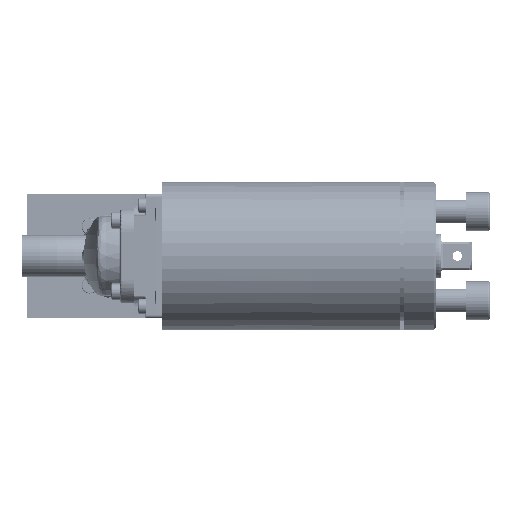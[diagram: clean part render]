
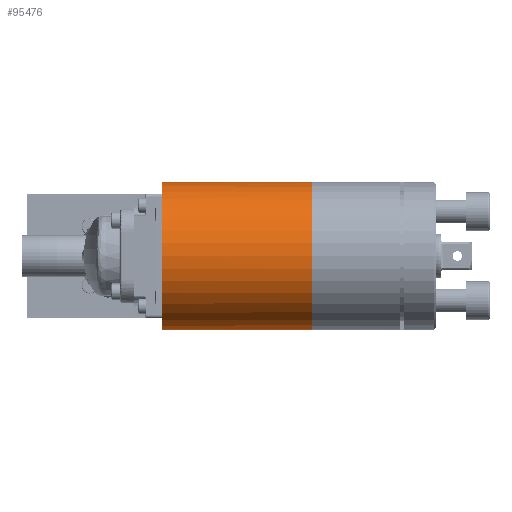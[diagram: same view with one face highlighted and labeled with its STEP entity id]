
A CAD part, left-side view. The second image highlights one B-rep face of the part: STEP entity #95476.
In plain terms, the highlighted cylindrical face has radius 25 mm (diameter 50 mm), a partial arc.
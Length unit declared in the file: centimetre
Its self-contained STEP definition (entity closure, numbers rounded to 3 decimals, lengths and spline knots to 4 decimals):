
#2088=CYLINDRICAL_SURFACE('',#101736,2.5);
#3252=LINE('',#142696,#10467);
#3278=LINE('',#142801,#10493);
#10467=VECTOR('',#109977,5.05);
#10493=VECTOR('',#110029,5.05);
#24627=FACE_OUTER_BOUND('',#29969,.T.);
#29969=EDGE_LOOP('',(#69810,#69811,#69812,#69813,#69814,#69815));
#34919=B_SPLINE_CURVE_WITH_KNOTS('',3,(#142698,#142699,#142700,#142701,
#142702,#142703),.UNSPECIFIED.,.F.,.F.,(4,1,1,4),(0.,0.3333,0.6667,
0.9995),.UNSPECIFIED.);
#34922=B_SPLINE_CURVE_WITH_KNOTS('',3,(#142794,#142795,#142796,#142797,
#142798,#142799),.UNSPECIFIED.,.F.,.F.,(4,1,1,4),(0.0012,0.3333,
0.6667,1.),.UNSPECIFIED.);
#37953=CIRCLE('',#101735,2.5);
#37954=CIRCLE('',#101737,2.5);
#41696=VERTEX_POINT('',#142693);
#41697=VERTEX_POINT('',#142695);
#41698=VERTEX_POINT('',#142697);
#41729=VERTEX_POINT('',#142791);
#41730=VERTEX_POINT('',#142793);
#41731=VERTEX_POINT('',#142800);
#51330=EDGE_CURVE('',#41696,#41697,#3252,.T.);
#51331=EDGE_CURVE('',#41697,#41698,#34919,.T.);
#51368=EDGE_CURVE('',#41729,#41730,#34922,.T.);
#51369=EDGE_CURVE('',#41731,#41730,#3278,.T.);
#53279=EDGE_CURVE('',#41696,#41731,#37953,.T.);
#53284=EDGE_CURVE('',#41698,#41729,#37954,.T.);
#69810=ORIENTED_EDGE('',*,*,#53279,.T.);
#69811=ORIENTED_EDGE('',*,*,#51369,.T.);
#69812=ORIENTED_EDGE('',*,*,#51368,.F.);
#69813=ORIENTED_EDGE('',*,*,#53284,.F.);
#69814=ORIENTED_EDGE('',*,*,#51331,.F.);
#69815=ORIENTED_EDGE('',*,*,#51330,.F.);
#95476=ADVANCED_FACE('',(#24627),#2088,.T.);
#101735=AXIS2_PLACEMENT_3D('',#151059,#114140,#114141);
#101736=AXIS2_PLACEMENT_3D('',#151068,#114146,#114147);
#101737=AXIS2_PLACEMENT_3D('',#151069,#114148,#114149);
#109977=DIRECTION('',(0.,-1.,0.));
#110029=DIRECTION('',(0.,-1.,0.));
#114140=DIRECTION('center_axis',(0.,-1.,0.));
#114141=DIRECTION('ref_axis',(0.,0.,
1.));
#114146=DIRECTION('center_axis',(0.,1.,0.));
#114147=DIRECTION('ref_axis',(0.,0.,
1.));
#114148=DIRECTION('center_axis',(0.,-1.,0.));
#114149=DIRECTION('ref_axis',(-0.02,0.,
1.));
#142693=CARTESIAN_POINT('',(-8.65,2.55,2.5));
#142695=CARTESIAN_POINT('',(-8.65,-2.5,2.5));
#142696=CARTESIAN_POINT('',(-8.65,2.55,2.5));
#142697=CARTESIAN_POINT('',(-8.6999,-2.5,2.4998));
#142698=CARTESIAN_POINT('Ctrl Pts',(-8.65,-2.5,2.5));
#142699=CARTESIAN_POINT('Ctrl Pts',(-8.6556,-2.5,2.5));
#142700=CARTESIAN_POINT('Ctrl Pts',(-8.6667,-2.5,2.5));
#142701=CARTESIAN_POINT('Ctrl Pts',(-8.6833,-2.5,2.5001));
#142702=CARTESIAN_POINT('Ctrl Pts',(-8.6944,-2.5,2.4998));
#142703=CARTESIAN_POINT('Ctrl Pts',(-8.6999,-2.5,2.4998));
#142791=CARTESIAN_POINT('',(-8.6998,-2.5,-2.4998));
#142793=CARTESIAN_POINT('',(-8.65,-2.5,-2.5));
#142794=CARTESIAN_POINT('Ctrl Pts',(-8.6998,-2.5,-2.4998));
#142795=CARTESIAN_POINT('Ctrl Pts',(-8.6942,-2.5,-2.4998));
#142796=CARTESIAN_POINT('Ctrl Pts',(-8.6833,-2.5,-2.5001));
#142797=CARTESIAN_POINT('Ctrl Pts',(-8.6667,-2.5,-2.5));
#142798=CARTESIAN_POINT('Ctrl Pts',(-8.6556,-2.5,-2.5));
#142799=CARTESIAN_POINT('Ctrl Pts',(-8.65,-2.5,-2.5));
#142800=CARTESIAN_POINT('',(-8.65,2.55,-2.5));
#142801=CARTESIAN_POINT('',(-8.65,2.55,-2.5));
#151059=CARTESIAN_POINT('Origin',(-8.65,2.55,0.));
#151068=CARTESIAN_POINT('Origin',(-8.65,2.55,0.));
#151069=CARTESIAN_POINT('Origin',(-8.65,-2.5,0.));
